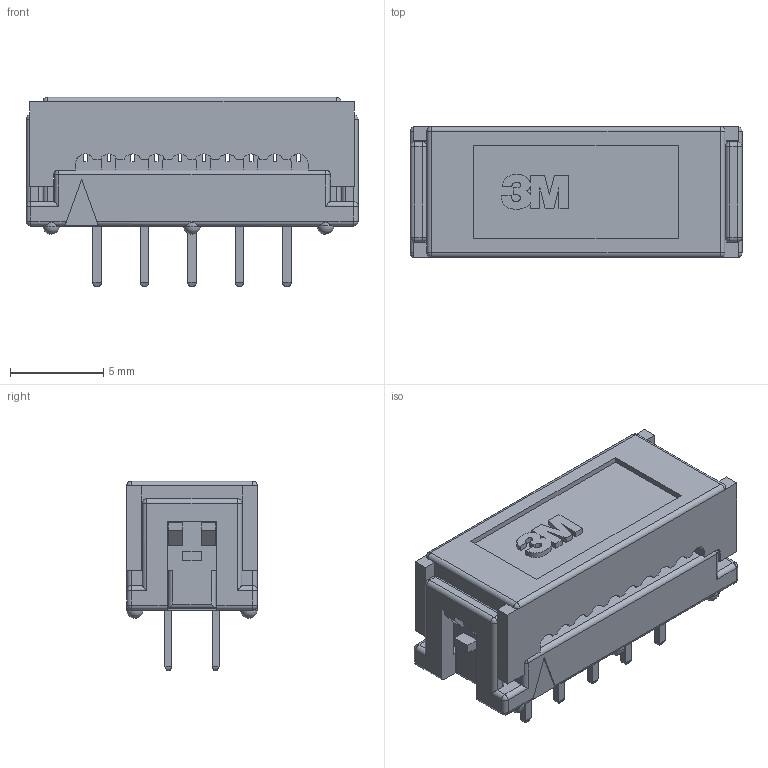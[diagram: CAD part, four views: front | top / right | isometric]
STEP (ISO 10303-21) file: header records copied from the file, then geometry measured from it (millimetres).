
FILE_DESCRIPTION(/* description */ (''),/* implementation_level */ '2;1');
FILE_NAME(/* name */ '7810-0000xxSE-recenter.stp',/* time_stamp */ '2020-04-12T18:50:32-04:00',/* author */ ('huesof'),/* organization */ (''),/* preprocessor_version */ 'ST-DEVELOPER v18',/* originating_system */ 'Autodesk Inventor 2020',/* authorisation */ '');
FILE_SCHEMA (('AUTOMOTIVE_DESIGN { 1 0 10303 214 3 1 1 }'));
Length unit declared in the file: millimetre
Products named in the file (1): 7810-0000xxSE-recenter
Bounding box: 17.77 x 7 x 10.14 mm (x, y, z)
Volume: 737.3 mm3; surface area: 1007.6 mm2
Topology: 1 solids, 1 shells, 438 faces, 1257 edges, 774 vertices
Faces by surface type: plane 312, cylinder 92, sphere 30, bspline 4
Entity records: 14300 total; most frequent: CARTESIAN_POINT 2812, ORIENTED_EDGE 2454, DIRECTION 2321, EDGE_CURVE 1227, LINE 947, VECTOR 947, VERTEX_POINT 774, AXIS2_PLACEMENT_3D 687
